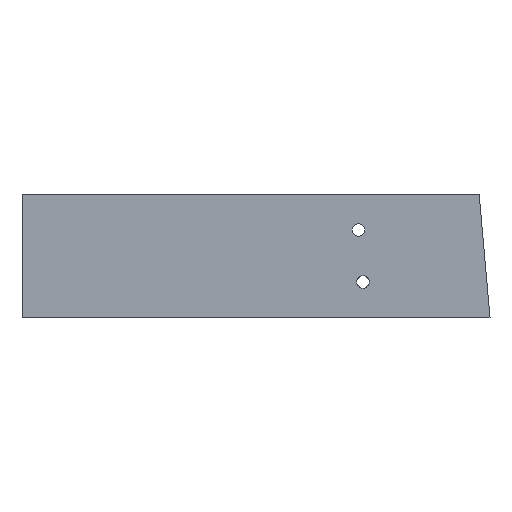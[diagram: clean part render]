
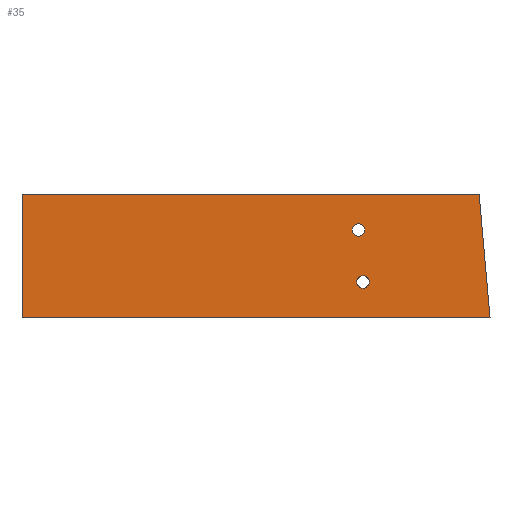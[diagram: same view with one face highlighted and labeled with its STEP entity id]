
A CAD part, top view. The second image highlights one B-rep face of the part: STEP entity #35.
In plain terms, the highlighted planar face has unit normal (0, 0, 1).
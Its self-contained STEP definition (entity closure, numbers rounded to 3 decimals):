
#3 = CARTESIAN_POINT ( 'NONE',  ( 157.202, 39.848, 22.5 ) ) ;
#15 = CIRCLE ( 'NONE', #27, 9.5 ) ;
#17 = CARTESIAN_POINT ( 'NONE',  ( 157.202, 39.848, 22.5 ) ) ;
#18 = DIRECTION ( 'NONE',  ( 0., 0., -1. ) ) ;
#23 = CARTESIAN_POINT ( 'NONE',  ( 147.702, 39.848, 22.5 ) ) ;
#25 = EDGE_CURVE ( 'NONE', #338, #178, #324, .T. ) ;
#26 = AXIS2_PLACEMENT_3D ( 'NONE', #282, #135, #80 ) ;
#27 = AXIS2_PLACEMENT_3D ( 'NONE', #3, #84, #117 ) ;
#31 = VERTEX_POINT ( 'NONE', #317 ) ;
#34 = DIRECTION ( 'NONE',  ( 1., 0., 0. ) ) ;
#35 = ADVANCED_FACE ( 'NONE', ( #49, #231, #83 ), #77, .F. ) ;
#49 = FACE_BOUND ( 'NONE', #118, .T. ) ;
#51 = CARTESIAN_POINT ( 'NONE',  ( 166.702, 39.848, 22.5 ) ) ;
#54 = CARTESIAN_POINT ( 'NONE',  ( -359., 95., 22.5 ) ) ;
#57 = CARTESIAN_POINT ( 'NONE',  ( 359., -95., 22.5 ) ) ;
#60 = VERTEX_POINT ( 'NONE', #51 ) ;
#61 = LINE ( 'NONE', #87, #66 ) ;
#63 = ORIENTED_EDGE ( 'NONE', *, *, #165, .F. ) ;
#66 = VECTOR ( 'NONE', #331, 1000. ) ;
#71 = DIRECTION ( 'NONE',  ( 0., 0., 1. ) ) ;
#77 = PLANE ( 'NONE',  #132 ) ;
#78 = DIRECTION ( 'NONE',  ( 0., 0., 1. ) ) ;
#80 = DIRECTION ( 'NONE',  ( 1., 0., 0. ) ) ;
#83 = FACE_BOUND ( 'NONE', #370, .T. ) ;
#84 = DIRECTION ( 'NONE',  ( 0., 0., 1. ) ) ;
#87 = CARTESIAN_POINT ( 'NONE',  ( 342.377, 95., 22.5 ) ) ;
#88 = ORIENTED_EDGE ( 'NONE', *, *, #236, .F. ) ;
#92 = CARTESIAN_POINT ( 'NONE',  ( 154.675, -39.848, 22.5 ) ) ;
#93 = EDGE_CURVE ( 'NONE', #178, #338, #263, .T. ) ;
#106 = DIRECTION ( 'NONE',  ( 1., 0., 0. ) ) ;
#117 = DIRECTION ( 'NONE',  ( 1., 0., 0. ) ) ;
#118 = EDGE_LOOP ( 'NONE', ( #341, #217 ) ) ;
#130 = VERTEX_POINT ( 'NONE', #371 ) ;
#131 = EDGE_CURVE ( 'NONE', #60, #224, #252, .T. ) ;
#132 = AXIS2_PLACEMENT_3D ( 'NONE', #373, #18, #344 ) ;
#135 = DIRECTION ( 'NONE',  ( 0., 0., 1. ) ) ;
#144 = LINE ( 'NONE', #177, #246 ) ;
#155 = ORIENTED_EDGE ( 'NONE', *, *, #355, .T. ) ;
#165 = EDGE_CURVE ( 'NONE', #130, #182, #289, .T. ) ;
#177 = CARTESIAN_POINT ( 'NONE',  ( -359., 95., 22.5 ) ) ;
#178 = VERTEX_POINT ( 'NONE', #346 ) ;
#182 = VERTEX_POINT ( 'NONE', #54 ) ;
#191 = CARTESIAN_POINT ( 'NONE',  ( 164.175, -39.848, 22.5 ) ) ;
#209 = ORIENTED_EDGE ( 'NONE', *, *, #131, .F. ) ;
#217 = ORIENTED_EDGE ( 'NONE', *, *, #25, .F. ) ;
#221 = ORIENTED_EDGE ( 'NONE', *, *, #342, .F. ) ;
#224 = VERTEX_POINT ( 'NONE', #23 ) ;
#231 = FACE_OUTER_BOUND ( 'NONE', #381, .T. ) ;
#236 = EDGE_CURVE ( 'NONE', #224, #60, #15, .T. ) ;
#237 = CARTESIAN_POINT ( 'NONE',  ( -359., -95., 22.5 ) ) ;
#246 = VECTOR ( 'NONE', #380, 1000. ) ;
#252 = CIRCLE ( 'NONE', #300, 9.5 ) ;
#254 = CARTESIAN_POINT ( 'NONE',  ( -359., -95., 22.5 ) ) ;
#263 = CIRCLE ( 'NONE', #26, 9.5 ) ;
#280 = DIRECTION ( 'NONE',  ( 1., 0., 0. ) ) ;
#282 = CARTESIAN_POINT ( 'NONE',  ( 164.175, -39.848, 22.5 ) ) ;
#289 = LINE ( 'NONE', #254, #314 ) ;
#290 = LINE ( 'NONE', #237, #339 ) ;
#298 = EDGE_CURVE ( 'NONE', #182, #31, #144, .T. ) ;
#300 = AXIS2_PLACEMENT_3D ( 'NONE', #17, #78, #106 ) ;
#314 = VECTOR ( 'NONE', #315, 1000. ) ;
#315 = DIRECTION ( 'NONE',  ( 0., 1., 0. ) ) ;
#317 = CARTESIAN_POINT ( 'NONE',  ( 342.377, 95., 22.5 ) ) ;
#324 = CIRCLE ( 'NONE', #374, 9.5 ) ;
#327 = VERTEX_POINT ( 'NONE', #57 ) ;
#331 = DIRECTION ( 'NONE',  ( 0.087, -0.996, 0. ) ) ;
#338 = VERTEX_POINT ( 'NONE', #92 ) ;
#339 = VECTOR ( 'NONE', #34, 1000. ) ;
#341 = ORIENTED_EDGE ( 'NONE', *, *, #93, .F. ) ;
#342 = EDGE_CURVE ( 'NONE', #31, #327, #61, .T. ) ;
#343 = ORIENTED_EDGE ( 'NONE', *, *, #298, .F. ) ;
#344 = DIRECTION ( 'NONE',  ( 0., 1., 0. ) ) ;
#346 = CARTESIAN_POINT ( 'NONE',  ( 173.675, -39.848, 22.5 ) ) ;
#355 = EDGE_CURVE ( 'NONE', #130, #327, #290, .T. ) ;
#370 = EDGE_LOOP ( 'NONE', ( #209, #88 ) ) ;
#371 = CARTESIAN_POINT ( 'NONE',  ( -359., -95., 22.5 ) ) ;
#373 = CARTESIAN_POINT ( 'NONE',  ( -359., -95., 22.5 ) ) ;
#374 = AXIS2_PLACEMENT_3D ( 'NONE', #191, #71, #280 ) ;
#380 = DIRECTION ( 'NONE',  ( 1., 0., 0. ) ) ;
#381 = EDGE_LOOP ( 'NONE', ( #155, #221, #343, #63 ) ) ;
